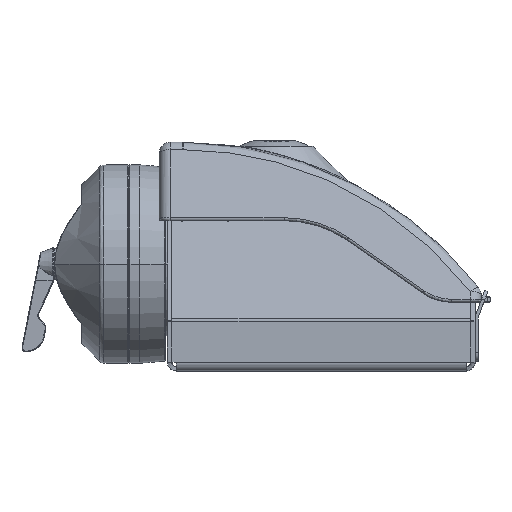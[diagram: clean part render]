
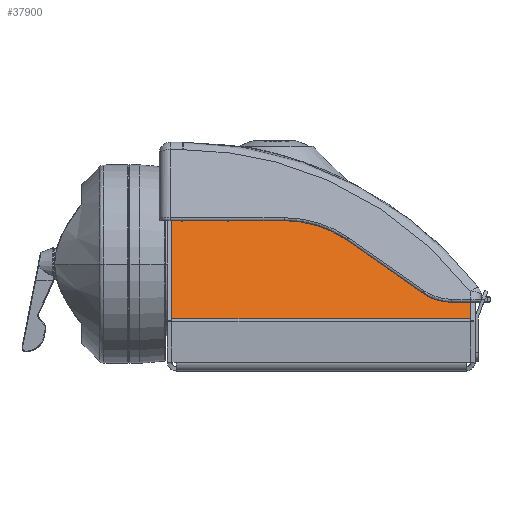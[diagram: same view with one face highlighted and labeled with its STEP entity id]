
A CAD part, left-side view. The second image highlights one B-rep face of the part: STEP entity #37900.
In plain terms, the highlighted planar face has unit normal (-0.945, 0, 0.328).
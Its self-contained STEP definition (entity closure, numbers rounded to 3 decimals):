
#1956 = CARTESIAN_POINT ( 'NONE',  ( -9.029, -137.5, -2.961 ) ) ;
#2302 = LINE ( 'NONE', #19374, #15347 ) ;
#6549 = EDGE_CURVE ( 'NONE', #43030, #43478, #11566, .T. ) ;
#6968 = VERTEX_POINT ( 'NONE', #9597 ) ;
#7065 = VERTEX_POINT ( 'NONE', #35029 ) ;
#7096 = DIRECTION ( 'NONE',  ( 0., 1., 0. ) ) ;
#7456 = CARTESIAN_POINT ( 'NONE',  ( 13.209, -82.131, 61.079 ) ) ;
#8529 = LINE ( 'NONE', #14900, #48058 ) ;
#8700 = CARTESIAN_POINT ( 'NONE',  ( -9.029, -2., -2.961 ) ) ;
#9534 = DIRECTION ( 'NONE',  ( -0.328, 0., -0.945 ) ) ;
#9597 = CARTESIAN_POINT ( 'NONE',  ( 0.221, -137.5, 23.678 ) ) ;
#10408 = CARTESIAN_POINT ( 'NONE',  ( 0.221, -2., 23.678 ) ) ;
#10489 = EDGE_CURVE ( 'NONE', #6968, #29046, #15033, .T. ) ;
#10527 = AXIS2_PLACEMENT_3D ( 'NONE', #11612, #15777, #37238 ) ;
#11566 = LINE ( 'NONE', #30640, #28250 ) ;
#11612 = CARTESIAN_POINT ( 'NONE',  ( -9.029, 0., -2.961 ) ) ;
#11827 = FACE_OUTER_BOUND ( 'NONE', #37550, .T. ) ;
#12839 = EDGE_CURVE ( 'NONE', #43030, #7065, #46309, .T. ) ;
#13240 = DIRECTION ( 'NONE',  ( 0.328, 0., 0.945 ) ) ;
#13572 = ORIENTED_EDGE ( 'NONE', *, *, #21636, .T. ) ;
#14287 = EDGE_CURVE ( 'NONE', #46230, #29046, #8529, .T. ) ;
#14900 = CARTESIAN_POINT ( 'NONE',  ( 3.389, -104.25, 32.8 ) ) ;
#15033 = LINE ( 'NONE', #1956, #33585 ) ;
#15347 = VECTOR ( 'NONE', #50977, 1000. ) ;
#15777 = DIRECTION ( 'NONE',  ( 0.945, 0., -0.328 ) ) ;
#15934 = ORIENTED_EDGE ( 'NONE', *, *, #21627, .F. ) ;
#16602 = LINE ( 'NONE', #31132, #36361 ) ;
#17034 = CARTESIAN_POINT ( 'NONE',  ( 10.114, -129.287, 52.166 ) ) ;
#17140 = CARTESIAN_POINT ( 'NONE',  ( 3.389, -129.287, 32.8 ) ) ;
#17222 = ORIENTED_EDGE ( 'NONE', *, *, #10489, .T. ) ;
#17834 = DIRECTION ( 'NONE',  ( -0.945, 0., 0.328 ) ) ;
#18714 = CARTESIAN_POINT ( 'NONE',  ( 16.402, -2., 70.274 ) ) ;
#19374 = CARTESIAN_POINT ( 'NONE',  ( 0.221, 0., 23.678 ) ) ;
#19741 = ORIENTED_EDGE ( 'NONE', *, *, #14287, .F. ) ;
#21008 = DIRECTION ( 'NONE',  ( 0.945, 0., -0.328 ) ) ;
#21163 = LINE ( 'NONE', #8700, #38425 ) ;
#21627 = EDGE_CURVE ( 'NONE', #6968, #30364, #2302, .T. ) ;
#21636 = EDGE_CURVE ( 'NONE', #7065, #39286, #16602, .T. ) ;
#24003 = ORIENTED_EDGE ( 'NONE', *, *, #6549, .F. ) ;
#24482 = CARTESIAN_POINT ( 'NONE',  ( 4.711, -117.08, 36.608 ) ) ;
#24999 = EDGE_CURVE ( 'NONE', #46230, #43478, #49049, .T. ) ;
#25232 = AXIS2_PLACEMENT_3D ( 'NONE', #17034, #21008, #44805 ) ;
#26469 = DIRECTION ( 'NONE',  ( -0.195, -0.803, -0.563 ) ) ;
#28250 = VECTOR ( 'NONE', #26469, 1000. ) ;
#28793 = EDGE_CURVE ( 'NONE', #39286, #30364, #21163, .T. ) ;
#29046 = VERTEX_POINT ( 'NONE', #35088 ) ;
#30364 = VERTEX_POINT ( 'NONE', #10408 ) ;
#30640 = CARTESIAN_POINT ( 'NONE',  ( 18.213, -61.554, 75.487 ) ) ;
#31132 = CARTESIAN_POINT ( 'NONE',  ( 16.402, 0., 70.274 ) ) ;
#31393 = ORIENTED_EDGE ( 'NONE', *, *, #28793, .T. ) ;
#32474 = ORIENTED_EDGE ( 'NONE', *, *, #24999, .T. ) ;
#33585 = VECTOR ( 'NONE', #13240, 1000. ) ;
#35029 = CARTESIAN_POINT ( 'NONE',  ( 16.402, -52.655, 70.274 ) ) ;
#35088 = CARTESIAN_POINT ( 'NONE',  ( 3.389, -137.5, 32.8 ) ) ;
#36318 = DIRECTION ( 'NONE',  ( -0.328, 0., -0.945 ) ) ;
#36361 = VECTOR ( 'NONE', #7096, 1000. ) ;
#37238 = DIRECTION ( 'NONE',  ( -0.328, 0., -0.945 ) ) ;
#37550 = EDGE_LOOP ( 'NONE', ( #24003, #44935, #13572, #31393, #15934, #17222, #19741, #32474 ) ) ;
#37900 = ADVANCED_FACE ( 'NONE', ( #11827 ), #39402, .F. ) ;
#38425 = VECTOR ( 'NONE', #36318, 1000. ) ;
#39286 = VERTEX_POINT ( 'NONE', #18714 ) ;
#39402 = PLANE ( 'NONE',  #10527 ) ;
#41468 = CARTESIAN_POINT ( 'NONE',  ( 0.164, -52.655, 23.513 ) ) ;
#43030 = VERTEX_POINT ( 'NONE', #7456 ) ;
#43478 = VERTEX_POINT ( 'NONE', #24482 ) ;
#44805 = DIRECTION ( 'NONE',  ( -0.328, 0., -0.945 ) ) ;
#44935 = ORIENTED_EDGE ( 'NONE', *, *, #12839, .T. ) ;
#46230 = VERTEX_POINT ( 'NONE', #17140 ) ;
#46309 = CIRCLE ( 'NONE', #50367, 49.5 ) ;
#48058 = VECTOR ( 'NONE', #50617, 1000. ) ;
#49049 = CIRCLE ( 'NONE', #25232, 20.5 ) ;
#50367 = AXIS2_PLACEMENT_3D ( 'NONE', #41468, #17834, #9534 ) ;
#50617 = DIRECTION ( 'NONE',  ( 0., -1., 0. ) ) ;
#50977 = DIRECTION ( 'NONE',  ( 0., 1., 0. ) ) ;
